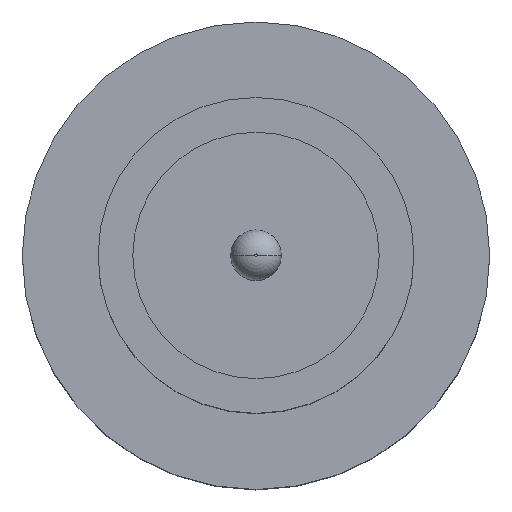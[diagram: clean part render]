
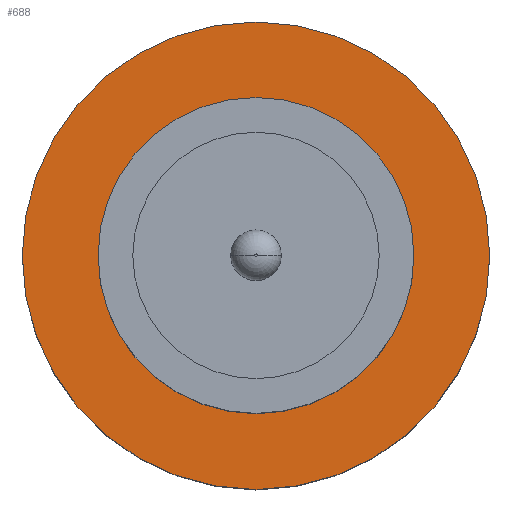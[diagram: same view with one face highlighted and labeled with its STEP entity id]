
A CAD part, top view. The second image highlights one B-rep face of the part: STEP entity #688.
In plain terms, the highlighted planar face has unit normal (0, 0, 1).
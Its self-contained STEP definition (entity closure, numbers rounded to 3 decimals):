
#7 = ORIENTED_EDGE ( 'NONE', *, *, #119, .F. ) ;
#31 = EDGE_LOOP ( 'NONE', ( #396, #569 ) ) ;
#95 = DIRECTION ( 'NONE',  ( 1., 0., 0. ) ) ;
#96 = AXIS2_PLACEMENT_3D ( 'NONE', #100, #584, #381 ) ;
#100 = CARTESIAN_POINT ( 'NONE',  ( 0., 0., 1.55 ) ) ;
#109 = DIRECTION ( 'NONE',  ( 0., 0., 1. ) ) ;
#119 = EDGE_CURVE ( 'NONE', #575, #518, #356, .T. ) ;
#122 = CARTESIAN_POINT ( 'NONE',  ( -1.25, 0., 1.55 ) ) ;
#178 = EDGE_CURVE ( 'NONE', #867, #906, #393, .T. ) ;
#197 = AXIS2_PLACEMENT_3D ( 'NONE', #246, #109, #457 ) ;
#219 = DIRECTION ( 'NONE',  ( 0., 0., 1. ) ) ;
#244 = FACE_OUTER_BOUND ( 'NONE', #31, .T. ) ;
#246 = CARTESIAN_POINT ( 'NONE',  ( 0., 0., 1.55 ) ) ;
#272 = EDGE_LOOP ( 'NONE', ( #898, #7 ) ) ;
#277 = CARTESIAN_POINT ( 'NONE',  ( 0., 0., 1.55 ) ) ;
#285 = CARTESIAN_POINT ( 'NONE',  ( -1.85, 0., 1.55 ) ) ;
#291 = CARTESIAN_POINT ( 'NONE',  ( 0., 0., 1.55 ) ) ;
#350 = AXIS2_PLACEMENT_3D ( 'NONE', #277, #219, #95 ) ;
#356 = CIRCLE ( 'NONE', #597, 1.25 ) ;
#369 = CIRCLE ( 'NONE', #197, 1.85 ) ;
#381 = DIRECTION ( 'NONE',  ( 1., 0., 0. ) ) ;
#393 = CIRCLE ( 'NONE', #431, 1.85 ) ;
#396 = ORIENTED_EDGE ( 'NONE', *, *, #801, .T. ) ;
#402 = EDGE_CURVE ( 'NONE', #518, #575, #418, .T. ) ;
#418 = CIRCLE ( 'NONE', #96, 1.25 ) ;
#431 = AXIS2_PLACEMENT_3D ( 'NONE', #618, #490, #495 ) ;
#451 = DIRECTION ( 'NONE',  ( 0., 0., 1. ) ) ;
#457 = DIRECTION ( 'NONE',  ( 1., 0., 0. ) ) ;
#489 = CARTESIAN_POINT ( 'NONE',  ( 1.85, 0., 1.55 ) ) ;
#490 = DIRECTION ( 'NONE',  ( 0., 0., 1. ) ) ;
#495 = DIRECTION ( 'NONE',  ( 1., 0., 0. ) ) ;
#518 = VERTEX_POINT ( 'NONE', #542 ) ;
#542 = CARTESIAN_POINT ( 'NONE',  ( 1.25, 0., 1.55 ) ) ;
#563 = PLANE ( 'NONE',  #350 ) ;
#568 = FACE_BOUND ( 'NONE', #272, .T. ) ;
#569 = ORIENTED_EDGE ( 'NONE', *, *, #178, .T. ) ;
#575 = VERTEX_POINT ( 'NONE', #122 ) ;
#584 = DIRECTION ( 'NONE',  ( 0., 0., 1. ) ) ;
#597 = AXIS2_PLACEMENT_3D ( 'NONE', #291, #451, #870 ) ;
#618 = CARTESIAN_POINT ( 'NONE',  ( 0., 0., 1.55 ) ) ;
#688 = ADVANCED_FACE ( 'NONE', ( #568, #244 ), #563, .T. ) ;
#801 = EDGE_CURVE ( 'NONE', #906, #867, #369, .T. ) ;
#867 = VERTEX_POINT ( 'NONE', #489 ) ;
#870 = DIRECTION ( 'NONE',  ( 1., 0., 0. ) ) ;
#898 = ORIENTED_EDGE ( 'NONE', *, *, #402, .F. ) ;
#906 = VERTEX_POINT ( 'NONE', #285 ) ;
